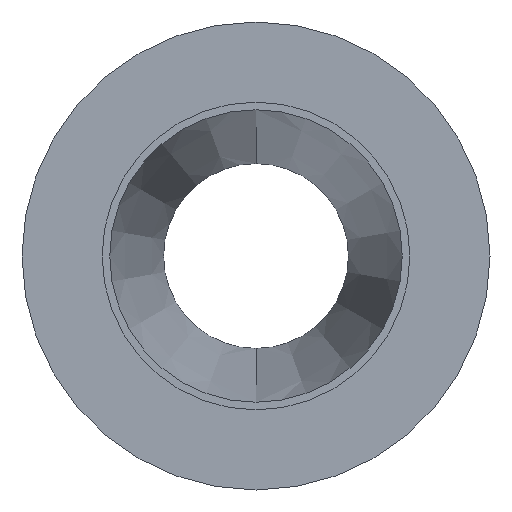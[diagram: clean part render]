
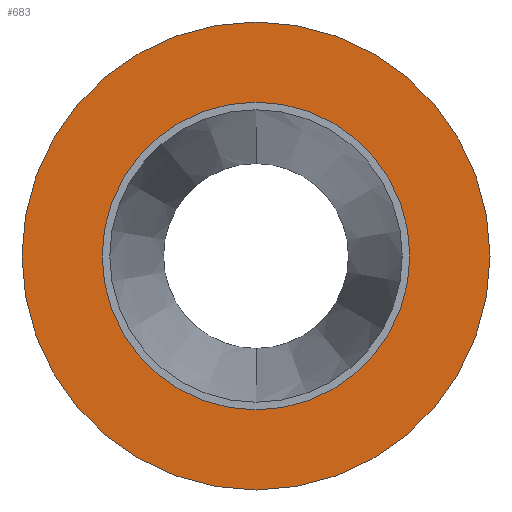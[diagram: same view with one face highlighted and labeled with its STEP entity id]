
A CAD part, front view. The second image highlights one B-rep face of the part: STEP entity #683.
In plain terms, the highlighted planar face has unit normal (0, -1, 0).
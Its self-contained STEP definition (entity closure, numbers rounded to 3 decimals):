
#17 = CIRCLE ( 'NONE', #80, 20. ) ;
#47 = FACE_OUTER_BOUND ( 'NONE', #241, .T. ) ;
#48 = CIRCLE ( 'NONE', #85, 20. ) ;
#58 = EDGE_CURVE ( 'NONE', #130, #284, #572, .T. ) ;
#80 = AXIS2_PLACEMENT_3D ( 'NONE', #368, #747, #433 ) ;
#85 = AXIS2_PLACEMENT_3D ( 'NONE', #629, #213, #573 ) ;
#86 = DIRECTION ( 'NONE',  ( 0., 1., 0. ) ) ;
#97 = ORIENTED_EDGE ( 'NONE', *, *, #718, .T. ) ;
#99 = AXIS2_PLACEMENT_3D ( 'NONE', #300, #86, #534 ) ;
#130 = VERTEX_POINT ( 'NONE', #546 ) ;
#171 = DIRECTION ( 'NONE',  ( 0., 0., -1. ) ) ;
#172 = VERTEX_POINT ( 'NONE', #649 ) ;
#201 = EDGE_CURVE ( 'NONE', #172, #275, #48, .T. ) ;
#213 = DIRECTION ( 'NONE',  ( 0., -1., 0. ) ) ;
#241 = EDGE_LOOP ( 'NONE', ( #281, #97 ) ) ;
#248 = AXIS2_PLACEMENT_3D ( 'NONE', #371, #301, #171 ) ;
#259 = DIRECTION ( 'NONE',  ( 0., -1., 0. ) ) ;
#275 = VERTEX_POINT ( 'NONE', #411 ) ;
#281 = ORIENTED_EDGE ( 'NONE', *, *, #201, .T. ) ;
#284 = VERTEX_POINT ( 'NONE', #346 ) ;
#300 = CARTESIAN_POINT ( 'NONE',  ( -13.15, 0., 0. ) ) ;
#301 = DIRECTION ( 'NONE',  ( 0., -1., 0. ) ) ;
#335 = CIRCLE ( 'NONE', #446, 13.15 ) ;
#339 = ORIENTED_EDGE ( 'NONE', *, *, #480, .F. ) ;
#346 = CARTESIAN_POINT ( 'NONE',  ( 0., 0., 13.15 ) ) ;
#368 = CARTESIAN_POINT ( 'NONE',  ( 0., 0., 0. ) ) ;
#371 = CARTESIAN_POINT ( 'NONE',  ( 0., 0., 0. ) ) ;
#408 = EDGE_LOOP ( 'NONE', ( #417, #339 ) ) ;
#411 = CARTESIAN_POINT ( 'NONE',  ( 0., 0., 20. ) ) ;
#417 = ORIENTED_EDGE ( 'NONE', *, *, #58, .F. ) ;
#433 = DIRECTION ( 'NONE',  ( 0., 0., -1. ) ) ;
#446 = AXIS2_PLACEMENT_3D ( 'NONE', #611, #259, #662 ) ;
#480 = EDGE_CURVE ( 'NONE', #284, #130, #335, .T. ) ;
#490 = PLANE ( 'NONE',  #99 ) ;
#534 = DIRECTION ( 'NONE',  ( 0., 0., 1. ) ) ;
#546 = CARTESIAN_POINT ( 'NONE',  ( 0., 0., -13.15 ) ) ;
#572 = CIRCLE ( 'NONE', #248, 13.15 ) ;
#573 = DIRECTION ( 'NONE',  ( 0., 0., -1. ) ) ;
#609 = FACE_BOUND ( 'NONE', #408, .T. ) ;
#611 = CARTESIAN_POINT ( 'NONE',  ( 0., 0., 0. ) ) ;
#629 = CARTESIAN_POINT ( 'NONE',  ( 0., 0., 0. ) ) ;
#649 = CARTESIAN_POINT ( 'NONE',  ( 0., 0., -20. ) ) ;
#662 = DIRECTION ( 'NONE',  ( 0., 0., -1. ) ) ;
#683 = ADVANCED_FACE ( 'NONE', ( #609, #47 ), #490, .F. ) ;
#718 = EDGE_CURVE ( 'NONE', #275, #172, #17, .T. ) ;
#747 = DIRECTION ( 'NONE',  ( 0., -1., 0. ) ) ;
